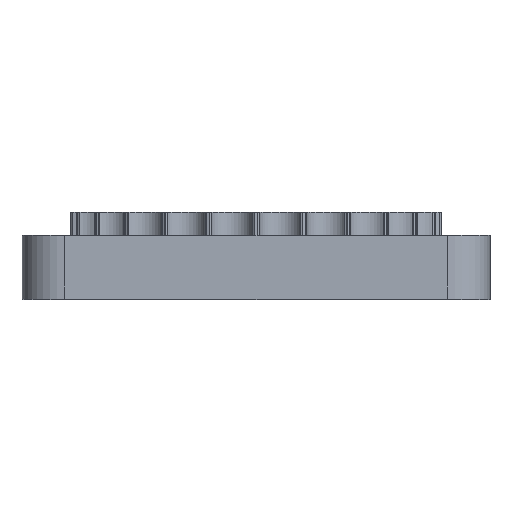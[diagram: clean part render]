
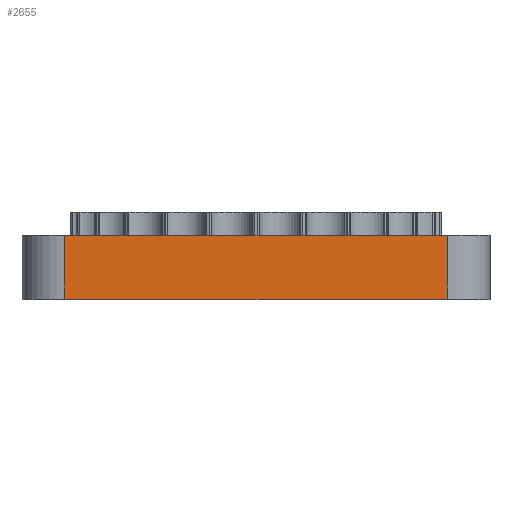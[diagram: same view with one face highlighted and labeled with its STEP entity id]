
A CAD part, top view. The second image highlights one B-rep face of the part: STEP entity #2655.
In plain terms, the highlighted planar face has unit normal (0, 0, 1).
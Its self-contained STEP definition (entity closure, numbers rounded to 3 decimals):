
#348 = EDGE_LOOP ( 'NONE', ( #6849, #4973, #6258, #8289 ) ) ;
#617 = CARTESIAN_POINT ( 'NONE',  ( -65., 15., 55. ) ) ;
#667 = LINE ( 'NONE', #1014, #5584 ) ;
#849 = CARTESIAN_POINT ( 'NONE',  ( 45., 15., 55. ) ) ;
#1014 = CARTESIAN_POINT ( 'NONE',  ( -65., 0., 55. ) ) ;
#1157 = CARTESIAN_POINT ( 'NONE',  ( -65., 15., 55. ) ) ;
#1239 = DIRECTION ( 'NONE',  ( 1., 0., 0. ) ) ;
#1309 = VERTEX_POINT ( 'NONE', #849 ) ;
#1545 = FACE_OUTER_BOUND ( 'NONE', #348, .T. ) ;
#1623 = VERTEX_POINT ( 'NONE', #2638 ) ;
#1865 = PLANE ( 'NONE',  #1880 ) ;
#1880 = AXIS2_PLACEMENT_3D ( 'NONE', #1157, #5802, #2005 ) ;
#1922 = LINE ( 'NONE', #7665, #6824 ) ;
#2005 = DIRECTION ( 'NONE',  ( -1., 0., 0. ) ) ;
#2638 = CARTESIAN_POINT ( 'NONE',  ( -45., 0., 55. ) ) ;
#2655 = ADVANCED_FACE ( 'NONE', ( #1545 ), #1865, .F. ) ;
#3390 = EDGE_CURVE ( 'NONE', #7409, #1623, #1922, .T. ) ;
#3955 = CARTESIAN_POINT ( 'NONE',  ( 45., 15., 55. ) ) ;
#4350 = CARTESIAN_POINT ( 'NONE',  ( -45., 15., 55. ) ) ;
#4965 = DIRECTION ( 'NONE',  ( 1., 0., 0. ) ) ;
#4973 = ORIENTED_EDGE ( 'NONE', *, *, #7649, .T. ) ;
#5061 = DIRECTION ( 'NONE',  ( 0., -1., 0. ) ) ;
#5124 = LINE ( 'NONE', #617, #6422 ) ;
#5555 = EDGE_CURVE ( 'NONE', #7409, #1309, #5124, .T. ) ;
#5584 = VECTOR ( 'NONE', #4965, 1000. ) ;
#5802 = DIRECTION ( 'NONE',  ( 0., 0., -1. ) ) ;
#6032 = CARTESIAN_POINT ( 'NONE',  ( 45., 0., 55. ) ) ;
#6258 = ORIENTED_EDGE ( 'NONE', *, *, #5555, .F. ) ;
#6422 = VECTOR ( 'NONE', #1239, 1000. ) ;
#6580 = VECTOR ( 'NONE', #6698, 1000. ) ;
#6698 = DIRECTION ( 'NONE',  ( 0., 1., 0. ) ) ;
#6824 = VECTOR ( 'NONE', #5061, 1000. ) ;
#6849 = ORIENTED_EDGE ( 'NONE', *, *, #7287, .T. ) ;
#7287 = EDGE_CURVE ( 'NONE', #1623, #7986, #667, .T. ) ;
#7409 = VERTEX_POINT ( 'NONE', #4350 ) ;
#7649 = EDGE_CURVE ( 'NONE', #7986, #1309, #8287, .T. ) ;
#7665 = CARTESIAN_POINT ( 'NONE',  ( -45., 0., 55. ) ) ;
#7986 = VERTEX_POINT ( 'NONE', #6032 ) ;
#8287 = LINE ( 'NONE', #3955, #6580 ) ;
#8289 = ORIENTED_EDGE ( 'NONE', *, *, #3390, .T. ) ;
